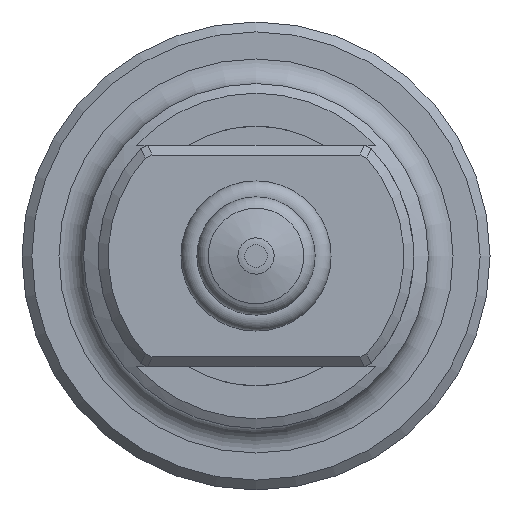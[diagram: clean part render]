
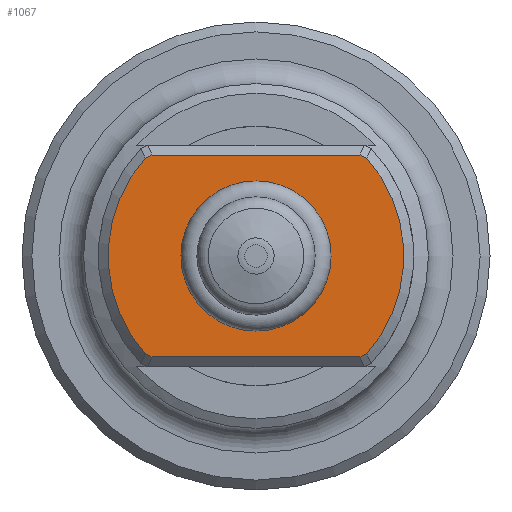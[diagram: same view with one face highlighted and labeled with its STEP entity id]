
A CAD part, left-side view. The second image highlights one B-rep face of the part: STEP entity #1067.
In plain terms, the highlighted planar face has unit normal (-1, 0, 0).
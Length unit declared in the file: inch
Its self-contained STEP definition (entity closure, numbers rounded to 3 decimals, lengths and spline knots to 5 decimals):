
#18=LINE('',#1637,#52);
#19=LINE('',#1654,#53);
#52=VECTOR('',#1331,1.05425);
#53=VECTOR('',#1334,1.05425);
#86=B_SPLINE_CURVE_WITH_KNOTS('',3,(#1621,#1622,#1623,#1624,#1625,#1626),
 .UNSPECIFIED.,.F.,.F.,(4,2,4),(0.,0.04867,0.09734),
 .UNSPECIFIED.);
#87=B_SPLINE_CURVE_WITH_KNOTS('',3,(#1630,#1631,#1632,#1633,#1634,#1635),
 .UNSPECIFIED.,.F.,.F.,(4,2,4),(0.,0.04867,0.09734),
 .UNSPECIFIED.);
#88=B_SPLINE_CURVE_WITH_KNOTS('',3,(#1639,#1640,#1641,#1642,#1643,#1644),
 .UNSPECIFIED.,.F.,.F.,(4,2,4),(0.,0.04867,0.09734),
 .UNSPECIFIED.);
#89=B_SPLINE_CURVE_WITH_KNOTS('',3,(#1648,#1649,#1650,#1651,#1652,#1653),
 .UNSPECIFIED.,.F.,.F.,(4,2,4),(0.,0.04867,0.09734),
 .UNSPECIFIED.);
#203=PLANE('',#1162);
#259=FACE_BOUND('',#394,.T.);
#305=FACE_OUTER_BOUND('',#393,.T.);
#393=EDGE_LOOP('',(#808,#809,#810,#811,#812,#813,#814,#815));
#394=EDGE_LOOP('',(#816));
#493=CIRCLE('',#1159,0.3115);
#495=CIRCLE('',#1163,0.75);
#496=CIRCLE('',#1164,0.75);
#549=VERTEX_POINT('',#1613);
#551=VERTEX_POINT('',#1619);
#552=VERTEX_POINT('',#1620);
#553=VERTEX_POINT('',#1627);
#554=VERTEX_POINT('',#1629);
#555=VERTEX_POINT('',#1636);
#556=VERTEX_POINT('',#1638);
#557=VERTEX_POINT('',#1645);
#558=VERTEX_POINT('',#1647);
#654=EDGE_CURVE('',#549,#549,#493,.T.);
#656=EDGE_CURVE('',#551,#552,#86,.T.);
#657=EDGE_CURVE('',#553,#551,#495,.T.);
#658=EDGE_CURVE('',#554,#553,#87,.T.);
#659=EDGE_CURVE('',#555,#554,#18,.T.);
#660=EDGE_CURVE('',#556,#555,#88,.T.);
#661=EDGE_CURVE('',#557,#556,#496,.T.);
#662=EDGE_CURVE('',#558,#557,#89,.T.);
#663=EDGE_CURVE('',#552,#558,#19,.T.);
#808=ORIENTED_EDGE('',*,*,#656,.F.);
#809=ORIENTED_EDGE('',*,*,#657,.F.);
#810=ORIENTED_EDGE('',*,*,#658,.F.);
#811=ORIENTED_EDGE('',*,*,#659,.F.);
#812=ORIENTED_EDGE('',*,*,#660,.F.);
#813=ORIENTED_EDGE('',*,*,#661,.F.);
#814=ORIENTED_EDGE('',*,*,#662,.F.);
#815=ORIENTED_EDGE('',*,*,#663,.F.);
#816=ORIENTED_EDGE('',*,*,#654,.F.);
#1067=ADVANCED_FACE('',(#305,#259),#203,.T.);
#1159=AXIS2_PLACEMENT_3D('',#1614,#1321,#1322);
#1162=AXIS2_PLACEMENT_3D('',#1618,#1327,#1328);
#1163=AXIS2_PLACEMENT_3D('',#1628,#1329,#1330);
#1164=AXIS2_PLACEMENT_3D('',#1646,#1332,#1333);
#1321=DIRECTION('center_axis',(-1.,0.,0.));
#1322=DIRECTION('ref_axis',(0.,0.,-1.));
#1327=DIRECTION('center_axis',(-1.,0.,0.));
#1328=DIRECTION('ref_axis',(0.,0.,-1.));
#1329=DIRECTION('center_axis',(1.,0.,0.));
#1330=DIRECTION('ref_axis',(0.,1.,0.));
#1331=DIRECTION('',(0.,1.,0.));
#1332=DIRECTION('center_axis',(1.,0.,0.));
#1333=DIRECTION('ref_axis',(0.,-1.,0.));
#1334=DIRECTION('',(0.,-1.,0.));
#1613=CARTESIAN_POINT('',(0.46,0.,0.3115));
#1614=CARTESIAN_POINT('Origin',(0.46,0.,
0.));
#1618=CARTESIAN_POINT('Origin',(0.46,-0.8,0.));
#1619=CARTESIAN_POINT('',(0.46,0.56216,0.49647));
#1620=CARTESIAN_POINT('',(0.46,0.52713,0.512));
#1621=CARTESIAN_POINT('Ctrl Pts',(0.46,0.56216,0.49647));
#1622=CARTESIAN_POINT('Ctrl Pts',(0.46,0.55632,0.49905));
#1623=CARTESIAN_POINT('Ctrl Pts',(0.46,0.55048,0.50164));
#1624=CARTESIAN_POINT('Ctrl Pts',(0.46,0.5388,0.50682));
#1625=CARTESIAN_POINT('Ctrl Pts',(0.46,0.53296,0.50941));
#1626=CARTESIAN_POINT('Ctrl Pts',(0.46,0.52713,0.512));
#1627=CARTESIAN_POINT('',(0.46,0.56216,-0.49647));
#1628=CARTESIAN_POINT('Origin',(0.46,0.,
0.));
#1629=CARTESIAN_POINT('',(0.46,0.52713,-0.512));
#1630=CARTESIAN_POINT('Ctrl Pts',(0.46,0.52713,-0.512));
#1631=CARTESIAN_POINT('Ctrl Pts',(0.46,0.53296,-0.50941));
#1632=CARTESIAN_POINT('Ctrl Pts',(0.46,0.5388,-0.50682));
#1633=CARTESIAN_POINT('Ctrl Pts',(0.46,0.55048,-0.50164));
#1634=CARTESIAN_POINT('Ctrl Pts',(0.46,0.55632,-0.49905));
#1635=CARTESIAN_POINT('Ctrl Pts',(0.46,0.56216,-0.49647));
#1636=CARTESIAN_POINT('',(0.46,-0.52713,-0.512));
#1637=CARTESIAN_POINT('',(0.46,0.10587,-0.512));
#1638=CARTESIAN_POINT('',(0.46,-0.56216,-0.49647));
#1639=CARTESIAN_POINT('Ctrl Pts',(0.46,-0.56216,
-0.49647));
#1640=CARTESIAN_POINT('Ctrl Pts',(0.46,-0.55632,
-0.49905));
#1641=CARTESIAN_POINT('Ctrl Pts',(0.46,-0.55048,
-0.50164));
#1642=CARTESIAN_POINT('Ctrl Pts',(0.46,-0.5388,
-0.50682));
#1643=CARTESIAN_POINT('Ctrl Pts',(0.46,-0.53296,
-0.50941));
#1644=CARTESIAN_POINT('Ctrl Pts',(0.46,-0.52713,
-0.512));
#1645=CARTESIAN_POINT('',(0.46,-0.56216,0.49647));
#1646=CARTESIAN_POINT('Origin',(0.46,0.,
0.));
#1647=CARTESIAN_POINT('',(0.46,-0.52713,0.512));
#1648=CARTESIAN_POINT('Ctrl Pts',(0.46,-0.52713,
0.512));
#1649=CARTESIAN_POINT('Ctrl Pts',(0.46,-0.53296,
0.50941));
#1650=CARTESIAN_POINT('Ctrl Pts',(0.46,-0.5388,
0.50682));
#1651=CARTESIAN_POINT('Ctrl Pts',(0.46,-0.55048,
0.50164));
#1652=CARTESIAN_POINT('Ctrl Pts',(0.46,-0.55632,
0.49905));
#1653=CARTESIAN_POINT('Ctrl Pts',(0.46,-0.56216,
0.49647));
#1654=CARTESIAN_POINT('',(0.46,-0.9377,0.512));
